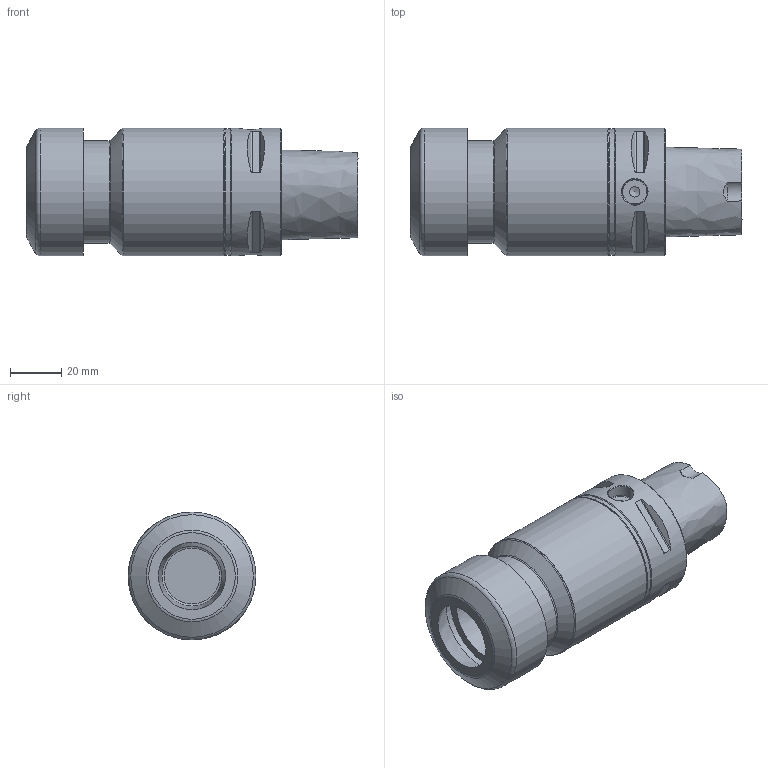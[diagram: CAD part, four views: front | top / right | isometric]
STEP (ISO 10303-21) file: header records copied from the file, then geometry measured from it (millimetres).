
FILE_DESCRIPTION(/* description */ (''),/* implementation_level */ '2;1');
FILE_NAME(/* name */ 'AC5-ER-32-100.stp',/* time_stamp */ '2024-11-22T10:21:15+03:00',/* author */ (''),/* organization */ (''),/* preprocessor_version */ 'ST-DEVELOPER v19.4',/* originating_system */ 'SIEMENS PLM Software NX2306.5001',/* authorisation */ '');
FILE_SCHEMA (('AUTOMOTIVE_DESIGN { 1 0 10303 214 3 1 1 1 }'));
Length unit declared in the file: millimetre
Products named in the file (1): AC5-ER-32-100-light_objects
Bounding box: 130 x 50 x 50 mm (x, y, z)
Volume: 177744 mm3; surface area: 28164.8 mm2
Topology: 1 solids, 1 shells, 59 faces, 133 edges, 84 vertices
Faces by surface type: plane 19, cylinder 19, cone 12, torus 7, bspline 2
Full cylindrical faces by diameter (mm): 4 x1, 9 x1, 10 x1, 23.5 x1, 38.5 x1, 40 x1, 49.4 x1, 50 x3
Entity records: 2066 total; most frequent: CARTESIAN_POINT 928, DIRECTION 224, ORIENTED_EDGE 178, AXIS2_PLACEMENT_3D 100, EDGE_LOOP 98, EDGE_CURVE 89, FACE_BOUND 76, VERTEX_POINT 73
